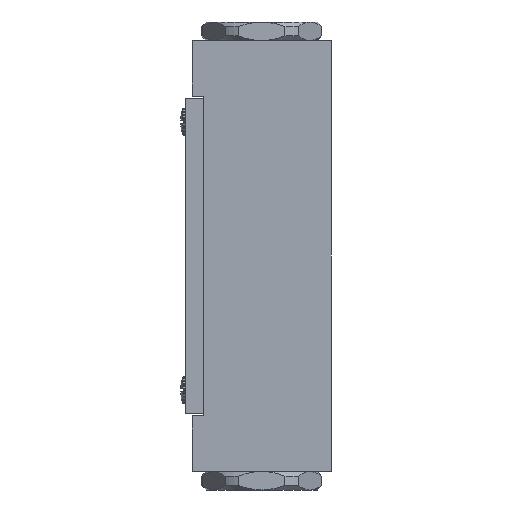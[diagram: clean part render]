
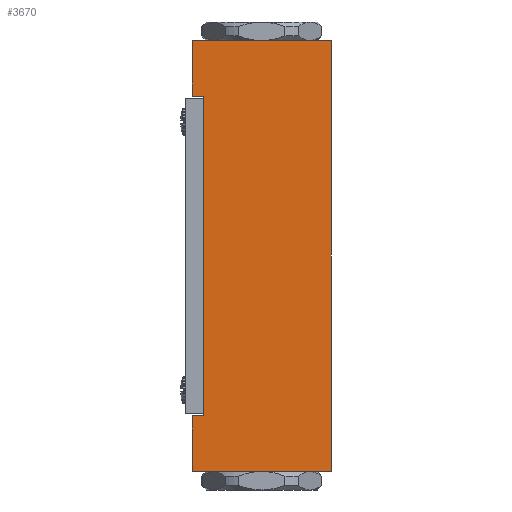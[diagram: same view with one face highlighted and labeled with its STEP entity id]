
A CAD part, front view. The second image highlights one B-rep face of the part: STEP entity #3670.
In plain terms, the highlighted planar face has unit normal (0, -1, 0).
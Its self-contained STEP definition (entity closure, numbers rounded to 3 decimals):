
#1923=PLANE('',#39016);
#3670=ADVANCED_FACE('',(#5720),#1923,.T.);
#5720=FACE_OUTER_BOUND('',#7687,.T.);
#7687=EDGE_LOOP('',(#23787,#23788,#23789,#23790,#23791,#23792,#23793,#23794));
#9621=LINE('',#56023,#14324);
#9624=LINE('',#56031,#14327);
#9626=LINE('',#56035,#14329);
#9630=LINE('',#56044,#14333);
#11447=LINE('',#59722,#16150);
#11448=LINE('',#59724,#16151);
#11449=LINE('',#59725,#16152);
#11450=LINE('',#59727,#16153);
#14324=VECTOR('',#41771,1.);
#14327=VECTOR('',#41778,1.);
#14329=VECTOR('',#41782,1.);
#14333=VECTOR('',#41788,1.);
#16150=VECTOR('',#44899,1.);
#16151=VECTOR('',#44902,1.);
#16152=VECTOR('',#44903,1.);
#16153=VECTOR('',#44904,1.);
#23787=ORIENTED_EDGE('',*,*,#33356,.F.);
#23788=ORIENTED_EDGE('',*,*,#33352,.T.);
#23789=ORIENTED_EDGE('',*,*,#35185,.T.);
#23790=ORIENTED_EDGE('',*,*,#35186,.F.);
#23791=ORIENTED_EDGE('',*,*,#33358,.F.);
#23792=ORIENTED_EDGE('',*,*,#35187,.T.);
#23793=ORIENTED_EDGE('',*,*,#35188,.T.);
#23794=ORIENTED_EDGE('',*,*,#33362,.F.);
#29473=VERTEX_POINT('',#56022);
#29474=VERTEX_POINT('',#56024);
#29477=VERTEX_POINT('',#56032);
#29478=VERTEX_POINT('',#56036);
#29479=VERTEX_POINT('',#56037);
#29482=VERTEX_POINT('',#56045);
#30695=VERTEX_POINT('',#59721);
#30696=VERTEX_POINT('',#59726);
#33352=EDGE_CURVE('',#29474,#29473,#9621,.T.);
#33356=EDGE_CURVE('',#29474,#29477,#9624,.T.);
#33358=EDGE_CURVE('',#29478,#29479,#9626,.T.);
#33362=EDGE_CURVE('',#29477,#29482,#9630,.T.);
#35185=EDGE_CURVE('',#29473,#30695,#11447,.T.);
#35186=EDGE_CURVE('',#29479,#30695,#11448,.T.);
#35187=EDGE_CURVE('',#29478,#30696,#11449,.T.);
#35188=EDGE_CURVE('',#30696,#29482,#11450,.T.);
#39016=AXIS2_PLACEMENT_3D('',#59728,#44905,#44906);
#41771=DIRECTION('',(1.,0.,0.));
#41778=DIRECTION('',(0.,0.,1.));
#41782=DIRECTION('',(0.,0.,1.));
#41788=DIRECTION('',(1.,0.,0.));
#44899=DIRECTION('',(0.,0.,1.));
#44902=DIRECTION('',(1.,0.,0.));
#44903=DIRECTION('',(1.,0.,0.));
#44904=DIRECTION('',(0.,0.,-1.));
#44905=DIRECTION('',(0.,-1.,0.));
#44906=DIRECTION('',(0.,0.,1.));
#56022=CARTESIAN_POINT('',(30.,0.,-93.));
#56023=CARTESIAN_POINT('',(0.,0.,-93.));
#56024=CARTESIAN_POINT('',(0.,0.,-93.));
#56031=CARTESIAN_POINT('',(0.,0.,-93.));
#56032=CARTESIAN_POINT('',(0.,0.,-81.));
#56035=CARTESIAN_POINT('',(0.,0.,-12.));
#56036=CARTESIAN_POINT('',(0.,0.,-12.));
#56037=CARTESIAN_POINT('',(0.,0.,0.));
#56044=CARTESIAN_POINT('',(0.,0.,-81.));
#56045=CARTESIAN_POINT('',(2.5,0.,-81.));
#59721=CARTESIAN_POINT('',(30.,0.,0.));
#59722=CARTESIAN_POINT('',(30.,0.,-93.));
#59724=CARTESIAN_POINT('',(0.,0.,0.));
#59725=CARTESIAN_POINT('',(0.,0.,-12.));
#59726=CARTESIAN_POINT('',(2.5,0.,-12.));
#59727=CARTESIAN_POINT('',(2.5,0.,-12.));
#59728=CARTESIAN_POINT('',(0.,0.,-93.));
